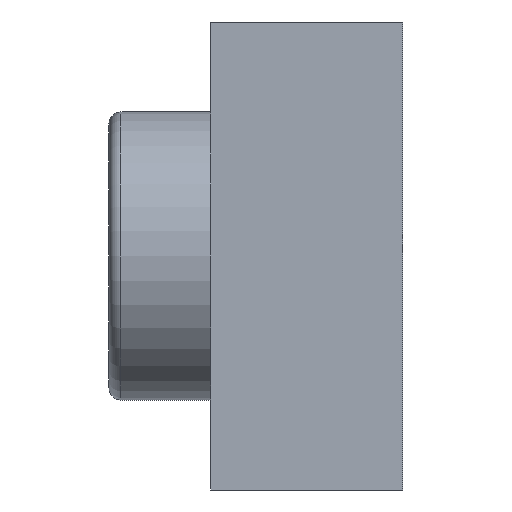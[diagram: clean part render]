
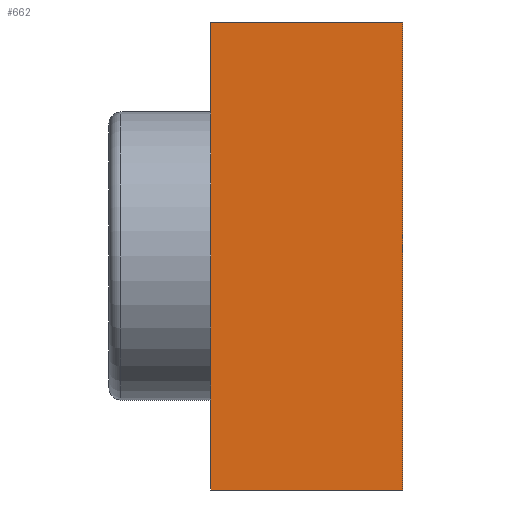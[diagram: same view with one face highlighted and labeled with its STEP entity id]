
A CAD part, left-side view. The second image highlights one B-rep face of the part: STEP entity #662.
In plain terms, the highlighted planar face has unit normal (-1, 0, 0).
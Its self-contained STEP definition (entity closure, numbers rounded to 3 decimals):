
#21 = DIRECTION ( 'NONE',  ( 1., 0., 0. ) ) ;
#70 = FACE_OUTER_BOUND ( 'NONE', #92, .T. ) ;
#80 = LINE ( 'NONE', #168, #217 ) ;
#92 = EDGE_LOOP ( 'NONE', ( #645, #614, #239, #747 ) ) ;
#93 = CARTESIAN_POINT ( 'NONE',  ( -7.9, 0., 3.9 ) ) ;
#99 = CARTESIAN_POINT ( 'NONE',  ( -7.9, 3.2, -3.9 ) ) ;
#140 = VERTEX_POINT ( 'NONE', #681 ) ;
#150 = VERTEX_POINT ( 'NONE', #93 ) ;
#168 = CARTESIAN_POINT ( 'NONE',  ( -7.9, 3.2, -3.9 ) ) ;
#217 = VECTOR ( 'NONE', #883, 1000. ) ;
#239 = ORIENTED_EDGE ( 'NONE', *, *, #820, .F. ) ;
#270 = CARTESIAN_POINT ( 'NONE',  ( -7.9, 0., -3.9 ) ) ;
#320 = LINE ( 'NONE', #270, #803 ) ;
#360 = VECTOR ( 'NONE', #570, 1000. ) ;
#441 = CARTESIAN_POINT ( 'NONE',  ( -7.9, 3.2, -3.9 ) ) ;
#451 = CARTESIAN_POINT ( 'NONE',  ( -7.9, 3.2, 3.9 ) ) ;
#453 = VECTOR ( 'NONE', #674, 1000. ) ;
#454 = AXIS2_PLACEMENT_3D ( 'NONE', #441, #21, #869 ) ;
#508 = PLANE ( 'NONE',  #454 ) ;
#564 = EDGE_CURVE ( 'NONE', #801, #150, #864, .T. ) ;
#570 = DIRECTION ( 'NONE',  ( 0., -1., 0. ) ) ;
#614 = ORIENTED_EDGE ( 'NONE', *, *, #564, .F. ) ;
#645 = ORIENTED_EDGE ( 'NONE', *, *, #927, .T. ) ;
#662 = ADVANCED_FACE ( 'NONE', ( #70 ), #508, .F. ) ;
#674 = DIRECTION ( 'NONE',  ( 0., 0., 1. ) ) ;
#681 = CARTESIAN_POINT ( 'NONE',  ( -7.9, 0., -3.9 ) ) ;
#742 = CARTESIAN_POINT ( 'NONE',  ( -7.9, 3.2, -3.9 ) ) ;
#747 = ORIENTED_EDGE ( 'NONE', *, *, #768, .T. ) ;
#768 = EDGE_CURVE ( 'NONE', #771, #140, #80, .T. ) ;
#771 = VERTEX_POINT ( 'NONE', #742 ) ;
#787 = CARTESIAN_POINT ( 'NONE',  ( -7.9, 3.2, 3.9 ) ) ;
#801 = VERTEX_POINT ( 'NONE', #451 ) ;
#803 = VECTOR ( 'NONE', #904, 1000. ) ;
#820 = EDGE_CURVE ( 'NONE', #771, #801, #882, .T. ) ;
#864 = LINE ( 'NONE', #787, #360 ) ;
#869 = DIRECTION ( 'NONE',  ( 0., 0., -1. ) ) ;
#882 = LINE ( 'NONE', #99, #453 ) ;
#883 = DIRECTION ( 'NONE',  ( 0., -1., 0. ) ) ;
#904 = DIRECTION ( 'NONE',  ( 0., 0., 1. ) ) ;
#927 = EDGE_CURVE ( 'NONE', #140, #150, #320, .T. ) ;
